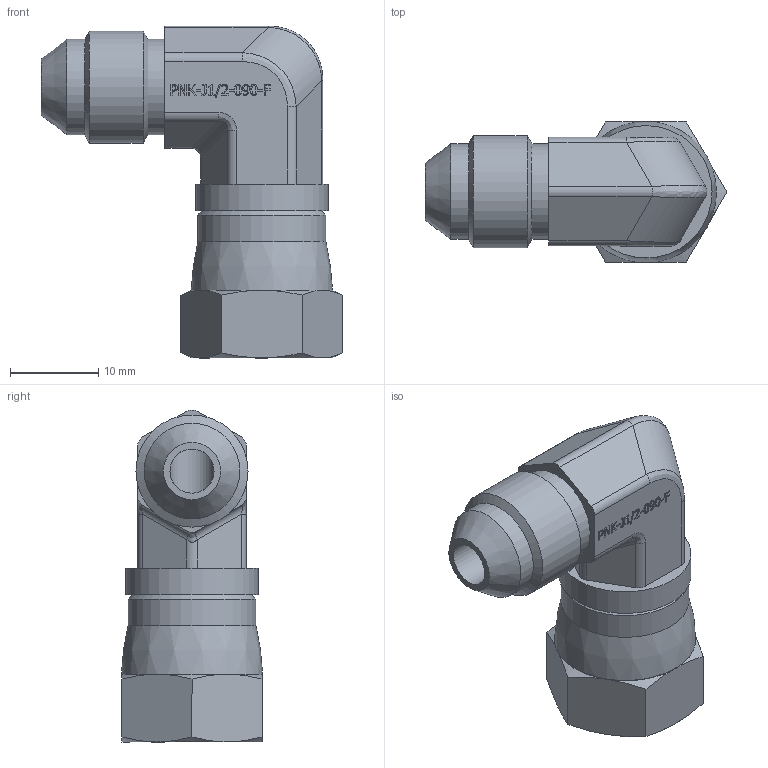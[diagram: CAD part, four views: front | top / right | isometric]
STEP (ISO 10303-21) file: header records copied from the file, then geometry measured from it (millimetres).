
FILE_DESCRIPTION(/* description */ (''),/* implementation_level */ '2;1');
FILE_NAME(/* name */ 'PNK-J1-2-090-F.stp',/* time_stamp */ '2025-02-11T09:00:25-03:00',/* author */ ('Jefferson'),/* organization */ (''),/* preprocessor_version */ 'ST-DEVELOPER v19',/* originating_system */ 'Autodesk Inventor 2023',/* authorisation */ '');
FILE_SCHEMA (('AUTOMOTIVE_DESIGN { 1 0 10303 214 3 1 1 }'));
Length unit declared in the file: millimetre
Products named in the file (3): PNK-J1-2-090-F; PNK-J1-2-090-F_1; PORCA GIRATORIA
Assembly tree (2 placements, depth 2):
  PNK-J1-2-090-F
    PNK-J1-2-090-F_1
    PORCA GIRATORIA
Bounding box: 34.17 x 16 x 37.62 mm (x, y, z)
Volume: 5645.2 mm3; surface area: 4288.2 mm2
Topology: 2 solids, 2 shells, 246 faces, 621 edges, 403 vertices
Faces by surface type: plane 126, bspline 75, cylinder 27, cone 17, torus 1
Full cylindrical faces by diameter (mm): 5 x3, 7 x2, 10.82 x2, 12.7 x2, 14.5 x1, 15 x1
Entity records: 7929 total; most frequent: CARTESIAN_POINT 2399, ORIENTED_EDGE 1242, DIRECTION 894, EDGE_CURVE 621, VERTEX_POINT 403, LINE 378, VECTOR 378, EDGE_LOOP 274
